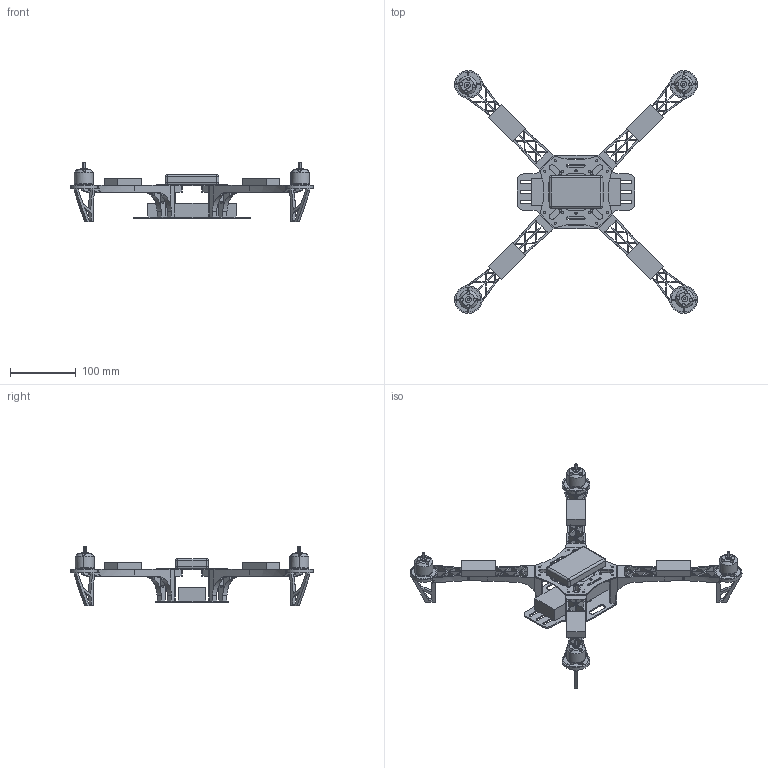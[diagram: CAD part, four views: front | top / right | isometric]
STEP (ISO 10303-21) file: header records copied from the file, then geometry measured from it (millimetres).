
FILE_DESCRIPTION((''),'2;1');
FILE_NAME('FINAL_QUAD_ASM','2018-11-13T',('pratik'),(''),'PRO/ENGINEER BY PARAMETRIC TECHNOLOGY CORPORATION, 2012130','PRO/ENGINEER BY PARAMETRIC TECHNOLOGY CORPORATION, 2012130','');
FILE_SCHEMA(('CONFIG_CONTROL_DESIGN'));
Length unit declared in the file: millimetre
Products named in the file (9): BEST_2; BASE11_; BEST_1; MOTOR_1; LLIPO; ESC; PPIXHAWK; QUADCOPTER2_ASM; FINAL_QUAD_ASM
Assembly tree (17 placements, depth 3):
  FINAL_QUAD_ASM
    QUADCOPTER2_ASM
      BEST_2
      BASE11_
      BEST_1  x4
      MOTOR_1  x4
      LLIPO
      ESC  x4
      PPIXHAWK
Bounding box: 369.9 x 369.9 x 90.8 mm (x, y, z)
Volume: 489989.4 mm3; surface area: 230214.3 mm2
Topology: 16 solids, 16 shells, 1412 faces, 3994 edges, 2658 vertices
Faces by surface type: plane 716, cylinder 624, extrusion 28, torus 28, cone 8, sphere 8
Entity records: 20103 total; most frequent: CARTESIAN_POINT 3877, DIRECTION 3445, ORIENTED_EDGE 3290, EDGE_CURVE 1645, AXIS2_PLACEMENT_3D 1243, VERTEX_POINT 1095, VECTOR 959, LINE 952
